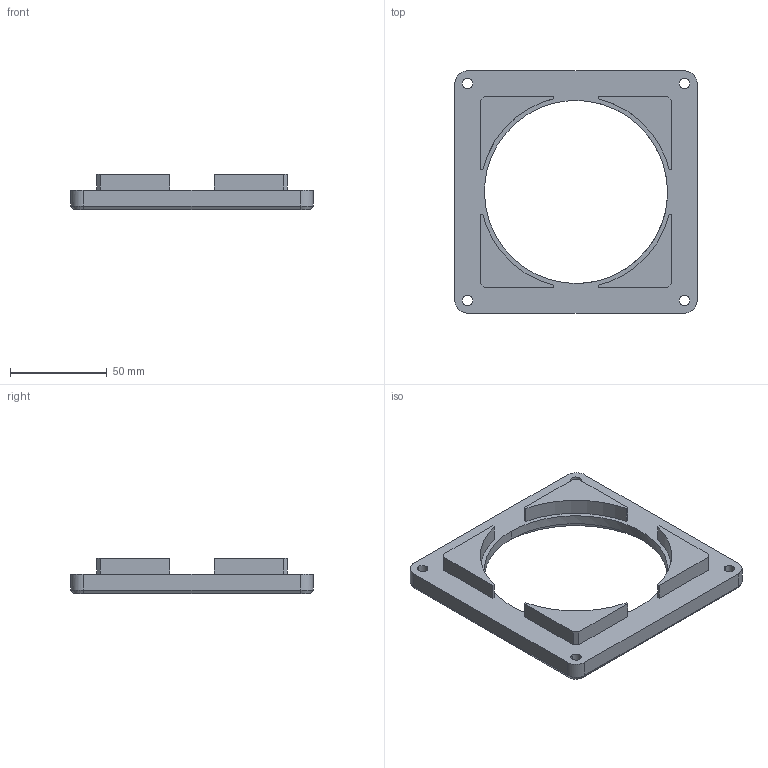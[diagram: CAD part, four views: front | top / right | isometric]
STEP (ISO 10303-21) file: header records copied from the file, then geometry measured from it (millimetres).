
FILE_DESCRIPTION(/* description */ (''),/* implementation_level */ '2;1');
FILE_NAME(/* name */ 'CACF0D~1',/* time_stamp */ '2022-01-04T22:17:39+01:00',/* author */ (''),/* organization */ (''),/* preprocessor_version */ 'ST-DEVELOPER v16.5',/* originating_system */ '',/* authorisation */ '');
FILE_SCHEMA (('AUTOMOTIVE_DESIGN'));
Length unit declared in the file: millimetre
Products named in the file (1): Document
Bounding box: 125 x 125 x 18.2 mm (x, y, z)
Volume: 91358 mm3; surface area: 30248.4 mm2
Topology: 1 solids, 1 shells, 169 faces, 421 edges, 278 vertices
Faces by surface type: plane 94, bspline 75
Entity records: 6102 total; most frequent: CARTESIAN_POINT 3308, ORIENTED_EDGE 842, EDGE_CURVE 421, B_SPLINE_CURVE_WITH_KNOTS 324, VERTEX_POINT 278, EDGE_LOOP 203, ADVANCED_FACE 169, FACE_OUTER_BOUND 169
